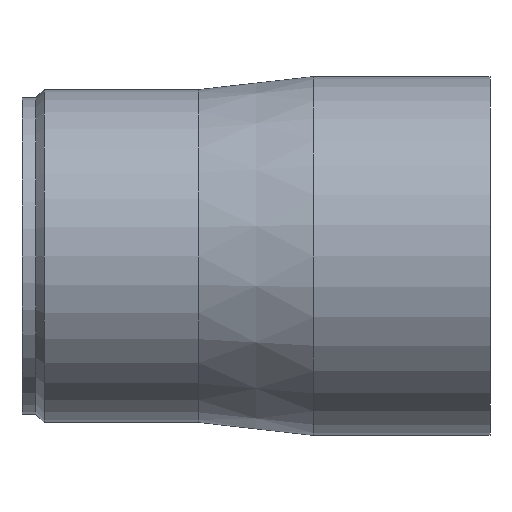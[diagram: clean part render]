
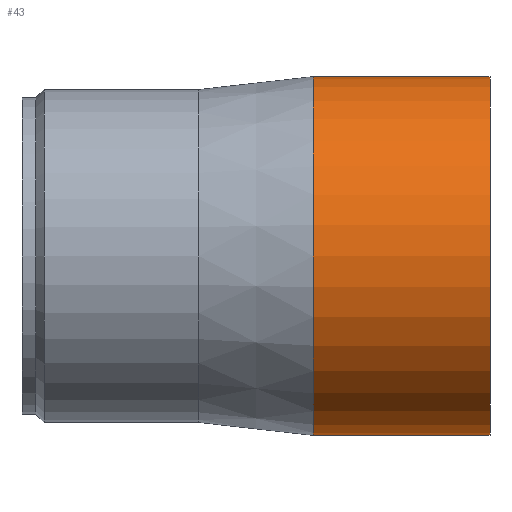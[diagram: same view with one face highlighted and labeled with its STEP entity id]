
A CAD part, front view. The second image highlights one B-rep face of the part: STEP entity #43.
In plain terms, the highlighted cylindrical face has radius 17.25 mm (diameter 34.5 mm), a full revolution.
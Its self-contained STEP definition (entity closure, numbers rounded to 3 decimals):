
#43 = ADVANCED_FACE( '', ( #92, #93 ), #94, .T. );
#92 = FACE_OUTER_BOUND( '', #151, .T. );
#93 = FACE_OUTER_BOUND( '', #152, .T. );
#94 = CYLINDRICAL_SURFACE( '', #153, 17.25 );
#151 = EDGE_LOOP( '', ( #210 ) );
#152 = EDGE_LOOP( '', ( #211 ) );
#153 = AXIS2_PLACEMENT_3D( '', #212, #213, #214 );
#210 = ORIENTED_EDGE( '', *, *, #279, .T. );
#211 = ORIENTED_EDGE( '', *, *, #273, .F. );
#212 = CARTESIAN_POINT( '', ( 17., 0., 0. ) );
#213 = DIRECTION( '', ( -1., 0., 0. ) );
#214 = DIRECTION( '', ( 0., 0., -1. ) );
#273 = EDGE_CURVE( '', #301, #301, #302, .T. );
#279 = EDGE_CURVE( '', #311, #311, #312, .T. );
#301 = VERTEX_POINT( '', #340 );
#302 = CIRCLE( '', #341, 17.25 );
#311 = VERTEX_POINT( '', #350 );
#312 = CIRCLE( '', #351, 17.25 );
#340 = CARTESIAN_POINT( '', ( 17., 0., -17.25 ) );
#341 = AXIS2_PLACEMENT_3D( '', #379, #380, #381 );
#350 = CARTESIAN_POINT( '', ( 0., 0., -17.25 ) );
#351 = AXIS2_PLACEMENT_3D( '', #391, #392, #393 );
#379 = CARTESIAN_POINT( '', ( 17., 0., 0. ) );
#380 = DIRECTION( '', ( 1., 0., 0. ) );
#381 = DIRECTION( '', ( 0., 0., -1. ) );
#391 = CARTESIAN_POINT( '', ( 0., 0., 0. ) );
#392 = DIRECTION( '', ( 1., 0., 0. ) );
#393 = DIRECTION( '', ( 0., 0., -1. ) );
